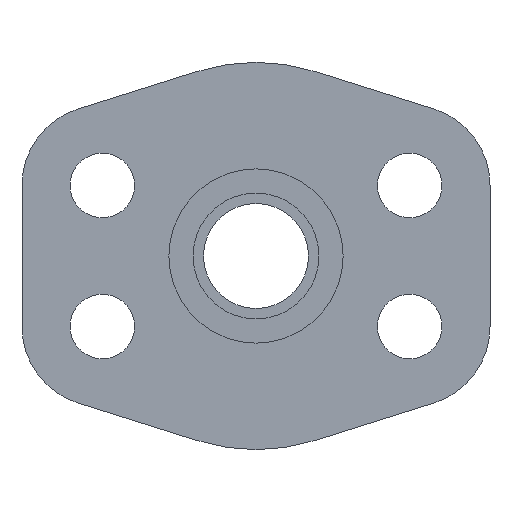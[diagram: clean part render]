
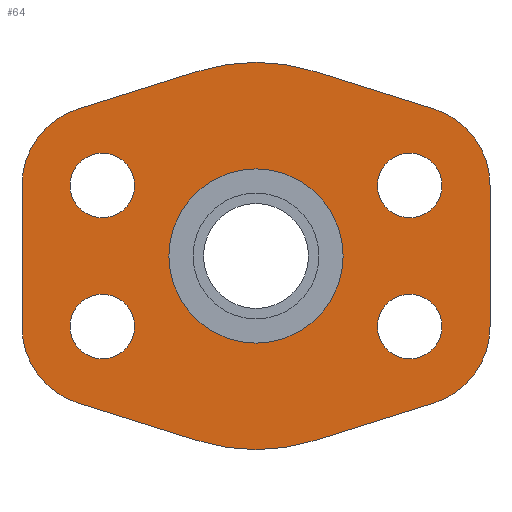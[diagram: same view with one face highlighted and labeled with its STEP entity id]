
A CAD part, front view. The second image highlights one B-rep face of the part: STEP entity #64.
In plain terms, the highlighted planar face has unit normal (0, -1, 0).
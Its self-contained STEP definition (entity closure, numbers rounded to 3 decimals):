
#64=ADVANCED_FACE('',(#131,#132,#133,#134,#135,#136),#137,.F.);
#131=FACE_BOUND('',#238,.T.);
#132=FACE_OUTER_BOUND('',#239,.T.);
#133=FACE_BOUND('',#240,.T.);
#134=FACE_BOUND('',#241,.T.);
#135=FACE_BOUND('',#242,.T.);
#136=FACE_BOUND('',#243,.T.);
#137=PLANE('',#244);
#238=EDGE_LOOP('',(#436,#437));
#239=EDGE_LOOP('',(#438,#439,#440,#441,#442,#443,#444,#445,#446,#447,#448,#449));
#240=EDGE_LOOP('',(#450,#451));
#241=EDGE_LOOP('',(#452,#453));
#242=EDGE_LOOP('',(#454,#455));
#243=EDGE_LOOP('',(#456,#457));
#244=AXIS2_PLACEMENT_3D('',#458,#459,#460);
#436=ORIENTED_EDGE('',*,*,#748,.T.);
#437=ORIENTED_EDGE('',*,*,#741,.T.);
#438=ORIENTED_EDGE('',*,*,#750,.F.);
#439=ORIENTED_EDGE('',*,*,#751,.F.);
#440=ORIENTED_EDGE('',*,*,#752,.F.);
#441=ORIENTED_EDGE('',*,*,#753,.T.);
#442=ORIENTED_EDGE('',*,*,#754,.F.);
#443=ORIENTED_EDGE('',*,*,#755,.F.);
#444=ORIENTED_EDGE('',*,*,#756,.F.);
#445=ORIENTED_EDGE('',*,*,#757,.F.);
#446=ORIENTED_EDGE('',*,*,#758,.F.);
#447=ORIENTED_EDGE('',*,*,#759,.T.);
#448=ORIENTED_EDGE('',*,*,#760,.F.);
#449=ORIENTED_EDGE('',*,*,#761,.F.);
#450=ORIENTED_EDGE('',*,*,#762,.T.);
#451=ORIENTED_EDGE('',*,*,#705,.T.);
#452=ORIENTED_EDGE('',*,*,#763,.T.);
#453=ORIENTED_EDGE('',*,*,#709,.T.);
#454=ORIENTED_EDGE('',*,*,#764,.T.);
#455=ORIENTED_EDGE('',*,*,#713,.T.);
#456=ORIENTED_EDGE('',*,*,#765,.T.);
#457=ORIENTED_EDGE('',*,*,#717,.T.);
#458=CARTESIAN_POINT('',(0.,0.,0.));
#459=DIRECTION('',(-0.0,1.0,0.));
#460=DIRECTION('',(1.0,0.0,0.0));
#705=EDGE_CURVE('',#833,#837,#839,.T.);
#709=EDGE_CURVE('',#841,#845,#847,.T.);
#713=EDGE_CURVE('',#849,#853,#855,.T.);
#717=EDGE_CURVE('',#857,#861,#863,.T.);
#741=EDGE_CURVE('',#903,#907,#909,.T.);
#748=EDGE_CURVE('',#907,#903,#920,.T.);
#750=EDGE_CURVE('',#922,#923,#924,.T.);
#751=EDGE_CURVE('',#925,#922,#926,.T.);
#752=EDGE_CURVE('',#927,#925,#928,.T.);
#753=EDGE_CURVE('',#927,#929,#930,.T.);
#754=EDGE_CURVE('',#931,#929,#932,.T.);
#755=EDGE_CURVE('',#933,#931,#934,.T.);
#756=EDGE_CURVE('',#935,#933,#936,.T.);
#757=EDGE_CURVE('',#937,#935,#938,.T.);
#758=EDGE_CURVE('',#939,#937,#940,.T.);
#759=EDGE_CURVE('',#939,#941,#942,.T.);
#760=EDGE_CURVE('',#943,#941,#944,.T.);
#761=EDGE_CURVE('',#923,#943,#945,.T.);
#762=EDGE_CURVE('',#837,#833,#946,.T.);
#763=EDGE_CURVE('',#845,#841,#947,.T.);
#764=EDGE_CURVE('',#853,#849,#948,.T.);
#765=EDGE_CURVE('',#861,#857,#949,.T.);
#833=VERTEX_POINT('',#1039);
#837=VERTEX_POINT('',#1044);
#839=CIRCLE('',#1047,4.0);
#841=VERTEX_POINT('',#1049);
#845=VERTEX_POINT('',#1054);
#847=CIRCLE('',#1057,4.0);
#849=VERTEX_POINT('',#1059);
#853=VERTEX_POINT('',#1064);
#855=CIRCLE('',#1067,4.0);
#857=VERTEX_POINT('',#1069);
#861=VERTEX_POINT('',#1074);
#863=CIRCLE('',#1077,4.0);
#903=VERTEX_POINT('',#1273);
#907=VERTEX_POINT('',#1278);
#909=CIRCLE('',#1281,10.8);
#920=CIRCLE('',#1294,10.8);
#922=VERTEX_POINT('',#1296);
#923=VERTEX_POINT('',#1297);
#924=CIRCLE('',#1298,9.95);
#925=VERTEX_POINT('',#1299);
#926=LINE('',#1300,#1301);
#927=VERTEX_POINT('',#1302);
#928=CIRCLE('',#1303,24.0);
#929=VERTEX_POINT('',#1304);
#930=LINE('',#1305,#1306);
#931=VERTEX_POINT('',#1307);
#932=CIRCLE('',#1308,9.95);
#933=VERTEX_POINT('',#1309);
#934=LINE('',#1310,#1311);
#935=VERTEX_POINT('',#1312);
#936=CIRCLE('',#1313,9.95);
#937=VERTEX_POINT('',#1314);
#938=LINE('',#1315,#1316);
#939=VERTEX_POINT('',#1317);
#940=CIRCLE('',#1318,24.0);
#941=VERTEX_POINT('',#1319);
#942=LINE('',#1320,#1321);
#943=VERTEX_POINT('',#1322);
#944=CIRCLE('',#1323,9.95);
#945=LINE('',#1324,#1325);
#946=CIRCLE('',#1326,4.0);
#947=CIRCLE('',#1327,4.0);
#948=CIRCLE('',#1328,4.0);
#949=CIRCLE('',#1329,4.0);
#1039=CARTESIAN_POINT('',(-15.05,0.0,-8.74));
#1044=CARTESIAN_POINT('',(-23.05,0.,-8.74));
#1047=AXIS2_PLACEMENT_3D('',#1483,#1484,#1485);
#1049=CARTESIAN_POINT('',(23.05,0.0,-8.74));
#1054=CARTESIAN_POINT('',(15.05,0.,-8.74));
#1057=AXIS2_PLACEMENT_3D('',#1491,#1492,#1493);
#1059=CARTESIAN_POINT('',(-15.05,0.0,8.74));
#1064=CARTESIAN_POINT('',(-23.05,0.,8.74));
#1067=AXIS2_PLACEMENT_3D('',#1499,#1500,#1501);
#1069=CARTESIAN_POINT('',(23.05,0.0,8.74));
#1074=CARTESIAN_POINT('',(15.05,0.,8.74));
#1077=AXIS2_PLACEMENT_3D('',#1507,#1508,#1509);
#1273=CARTESIAN_POINT('',(-10.8,0.,0.));
#1278=CARTESIAN_POINT('',(10.8,0.,0.));
#1281=AXIS2_PLACEMENT_3D('',#1545,#1546,#1547);
#1294=AXIS2_PLACEMENT_3D('',#1562,#1563,#1564);
#1296=CARTESIAN_POINT('',(-22.034,0.,-18.232));
#1297=CARTESIAN_POINT('',(-29.0,0.,-8.74));
#1298=AXIS2_PLACEMENT_3D('',#1568,#1569,#1570);
#1299=CARTESIAN_POINT('',(-7.196,0.,-22.896));
#1300=CARTESIAN_POINT('',(-7.196,0.,-22.896));
#1301=VECTOR('',#1571,1.0);
#1302=CARTESIAN_POINT('',(7.196,0.,-22.896));
#1303=AXIS2_PLACEMENT_3D('',#1572,#1573,#1574);
#1304=CARTESIAN_POINT('',(22.034,0.,-18.232));
#1305=CARTESIAN_POINT('',(7.196,0.,-22.896));
#1306=VECTOR('',#1575,1.0);
#1307=CARTESIAN_POINT('',(29.0,0.,-8.74));
#1308=AXIS2_PLACEMENT_3D('',#1576,#1577,#1578);
#1309=CARTESIAN_POINT('',(29.0,0.,8.74));
#1310=CARTESIAN_POINT('',(29.0,0.,8.74));
#1311=VECTOR('',#1579,1.0);
#1312=CARTESIAN_POINT('',(22.034,0.,18.232));
#1313=AXIS2_PLACEMENT_3D('',#1580,#1581,#1582);
#1314=CARTESIAN_POINT('',(7.196,0.,22.896));
#1315=CARTESIAN_POINT('',(7.196,0.,22.896));
#1316=VECTOR('',#1583,1.0);
#1317=CARTESIAN_POINT('',(-7.196,0.,22.896));
#1318=AXIS2_PLACEMENT_3D('',#1584,#1585,#1586);
#1319=CARTESIAN_POINT('',(-22.034,0.,18.232));
#1320=CARTESIAN_POINT('',(-7.196,0.,22.896));
#1321=VECTOR('',#1587,1.0);
#1322=CARTESIAN_POINT('',(-29.0,0.,8.74));
#1323=AXIS2_PLACEMENT_3D('',#1588,#1589,#1590);
#1324=CARTESIAN_POINT('',(-29.0,0.,-8.74));
#1325=VECTOR('',#1591,1.0);
#1326=AXIS2_PLACEMENT_3D('',#1592,#1593,#1594);
#1327=AXIS2_PLACEMENT_3D('',#1595,#1596,#1597);
#1328=AXIS2_PLACEMENT_3D('',#1598,#1599,#1600);
#1329=AXIS2_PLACEMENT_3D('',#1601,#1602,#1603);
#1483=CARTESIAN_POINT('',(-19.05,0.0,-8.74));
#1484=DIRECTION('',(-0.0,1.0,0.));
#1485=DIRECTION('',(1.0,0.0,0.0));
#1491=CARTESIAN_POINT('',(19.05,0.0,-8.74));
#1492=DIRECTION('',(-0.0,1.0,0.));
#1493=DIRECTION('',(1.0,0.0,0.0));
#1499=CARTESIAN_POINT('',(-19.05,0.0,8.74));
#1500=DIRECTION('',(-0.0,1.0,0.));
#1501=DIRECTION('',(1.0,0.0,0.0));
#1507=CARTESIAN_POINT('',(19.05,0.0,8.74));
#1508=DIRECTION('',(-0.0,1.0,0.));
#1509=DIRECTION('',(1.0,0.0,0.0));
#1545=CARTESIAN_POINT('',(0.0,0.0,0.0));
#1546=DIRECTION('',(0.0,1.0,0.));
#1547=DIRECTION('',(-1.0,0.0,0.0));
#1562=CARTESIAN_POINT('',(0.0,0.0,0.0));
#1563=DIRECTION('',(0.0,1.0,0.));
#1564=DIRECTION('',(-1.0,0.0,0.0));
#1568=CARTESIAN_POINT('',(-19.05,0.,-8.74));
#1569=DIRECTION('',(-0.0,1.0,0.));
#1570=DIRECTION('',(1.0,0.0,0.0));
#1571=DIRECTION('',(-0.954,0.,0.3));
#1572=CARTESIAN_POINT('',(0.0,0.0,0.0));
#1573=DIRECTION('',(-0.0,1.0,0.));
#1574=DIRECTION('',(1.0,0.0,0.0));
#1575=DIRECTION('',(0.954,0.,0.3));
#1576=CARTESIAN_POINT('',(19.05,0.,-8.74));
#1577=DIRECTION('',(-0.0,1.0,0.));
#1578=DIRECTION('',(1.0,0.0,0.0));
#1579=DIRECTION('',(0.0,0.,-1.0));
#1580=CARTESIAN_POINT('',(19.05,0.,8.74));
#1581=DIRECTION('',(-0.0,1.0,0.));
#1582=DIRECTION('',(1.0,0.0,0.0));
#1583=DIRECTION('',(0.954,0.,-0.3));
#1584=CARTESIAN_POINT('',(0.0,0.0,0.0));
#1585=DIRECTION('',(-0.0,1.0,0.));
#1586=DIRECTION('',(1.0,0.0,0.0));
#1587=DIRECTION('',(-0.954,0.,-0.3));
#1588=CARTESIAN_POINT('',(-19.05,0.,8.74));
#1589=DIRECTION('',(-0.0,1.0,0.));
#1590=DIRECTION('',(1.0,0.0,0.0));
#1591=DIRECTION('',(0.0,0.,1.0));
#1592=CARTESIAN_POINT('',(-19.05,0.0,-8.74));
#1593=DIRECTION('',(-0.0,1.0,0.));
#1594=DIRECTION('',(1.0,0.0,0.0));
#1595=CARTESIAN_POINT('',(19.05,0.0,-8.74));
#1596=DIRECTION('',(-0.0,1.0,0.));
#1597=DIRECTION('',(1.0,0.0,0.0));
#1598=CARTESIAN_POINT('',(-19.05,0.0,8.74));
#1599=DIRECTION('',(-0.0,1.0,0.));
#1600=DIRECTION('',(1.0,0.0,0.0));
#1601=CARTESIAN_POINT('',(19.05,0.0,8.74));
#1602=DIRECTION('',(-0.0,1.0,0.));
#1603=DIRECTION('',(1.0,0.0,0.0));
